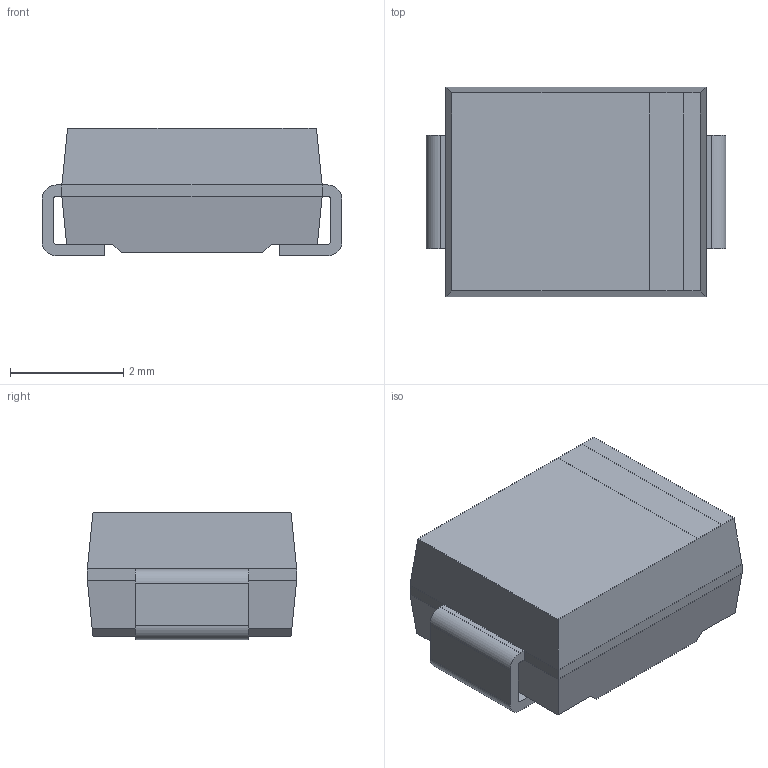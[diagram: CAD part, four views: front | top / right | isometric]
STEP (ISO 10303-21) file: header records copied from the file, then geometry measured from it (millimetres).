
FILE_DESCRIPTION(('FreeCAD Model'),'2;1');
FILE_NAME('User Library-DO-214AA_SMB.step', '2017-03-08T21:33:18',('Author'),(''), 'Open CASCADE STEP processor 6.8','FreeCAD','Unknown');
FILE_SCHEMA(('AUTOMOTIVE_DESIGN_CC2 { 1 2 10303 214 -1 1 5 4 }'));
Length unit declared in the file: millimetre
Products named in the file (2): ASSEMBLY; User_Library-DO-214AA_SMB
Assembly tree (1 placements, depth 2):
  ASSEMBLY
    User_Library-DO-214AA_SMB
Bounding box: 5.3 x 3.7 x 2.25 mm (x, y, z)
Volume: 36.6 mm3; surface area: 79.5 mm2
Topology: 1 solids, 1 shells, 52 faces, 138 edges, 84 vertices
Faces by surface type: plane 44, cylinder 8
Entity records: 4492 total; most frequent: CARTESIAN_POINT 1368, DIRECTION 498, LINE 350, VECTOR 350, ORIENTED_EDGE 276, PCURVE 276, DEFINITIONAL_REPRESENTATION 276, EDGE_CURVE 138
